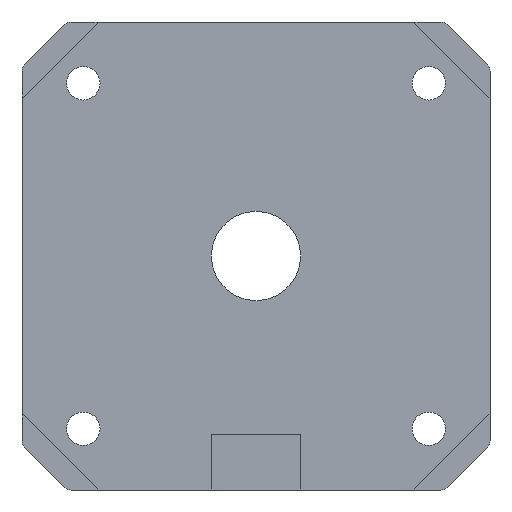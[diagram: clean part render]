
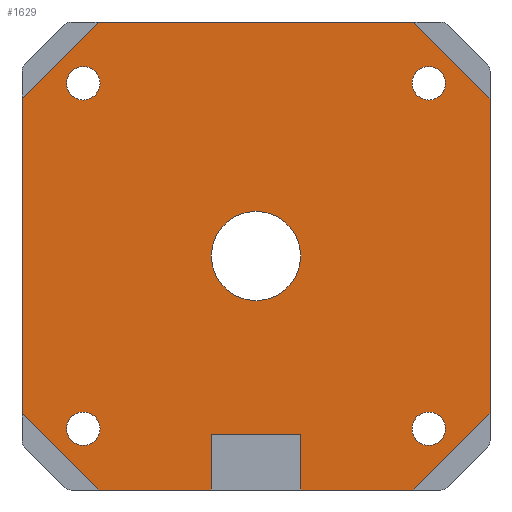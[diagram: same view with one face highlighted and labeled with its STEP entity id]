
A CAD part, front view. The second image highlights one B-rep face of the part: STEP entity #1629.
In plain terms, the highlighted planar face has unit normal (0, -1, 0).
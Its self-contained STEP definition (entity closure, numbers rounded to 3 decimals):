
#96=FACE_BOUND('',#309,.T.);
#97=FACE_BOUND('',#310,.T.);
#98=FACE_BOUND('',#311,.T.);
#99=FACE_BOUND('',#312,.T.);
#100=FACE_BOUND('',#313,.T.);
#107=CIRCLE('',#1756,1.5);
#108=CIRCLE('',#1757,1.5);
#109=CIRCLE('',#1758,1.5);
#110=CIRCLE('',#1759,1.5);
#111=CIRCLE('',#1760,4.);
#202=FACE_OUTER_BOUND('',#308,.T.);
#308=EDGE_LOOP('',(#1116,#1117,#1118,#1119,#1120,#1121,#1122,#1123,#1124,
#1125,#1126,#1127));
#309=EDGE_LOOP('',(#1128));
#310=EDGE_LOOP('',(#1129));
#311=EDGE_LOOP('',(#1130));
#312=EDGE_LOOP('',(#1131));
#313=EDGE_LOOP('',(#1132));
#426=LINE('',#2528,#572);
#430=LINE('',#2535,#576);
#431=LINE('',#2537,#577);
#432=LINE('',#2540,#578);
#433=LINE('',#2542,#579);
#434=LINE('',#2544,#580);
#435=LINE('',#2546,#581);
#436=LINE('',#2548,#582);
#437=LINE('',#2550,#583);
#438=LINE('',#2552,#584);
#439=LINE('',#2554,#585);
#440=LINE('',#2555,#586);
#572=VECTOR('',#1967,10.);
#576=VECTOR('',#1973,10.);
#577=VECTOR('',#1976,10.);
#578=VECTOR('',#1979,10.);
#579=VECTOR('',#1980,10.);
#580=VECTOR('',#1981,10.);
#581=VECTOR('',#1982,10.);
#582=VECTOR('',#1983,10.);
#583=VECTOR('',#1984,10.);
#584=VECTOR('',#1985,10.);
#585=VECTOR('',#1986,10.);
#586=VECTOR('',#1987,10.);
#717=VERTEX_POINT('',#2525);
#718=VERTEX_POINT('',#2527);
#719=VERTEX_POINT('',#2531);
#720=VERTEX_POINT('',#2533);
#721=VERTEX_POINT('',#2539);
#722=VERTEX_POINT('',#2541);
#723=VERTEX_POINT('',#2543);
#724=VERTEX_POINT('',#2545);
#725=VERTEX_POINT('',#2547);
#726=VERTEX_POINT('',#2549);
#727=VERTEX_POINT('',#2551);
#728=VERTEX_POINT('',#2553);
#729=VERTEX_POINT('',#2556);
#730=VERTEX_POINT('',#2558);
#731=VERTEX_POINT('',#2560);
#732=VERTEX_POINT('',#2562);
#733=VERTEX_POINT('',#2564);
#860=EDGE_CURVE('',#718,#717,#426,.T.);
#864=EDGE_CURVE('',#719,#720,#430,.T.);
#865=EDGE_CURVE('',#720,#718,#431,.T.);
#866=EDGE_CURVE('',#721,#717,#432,.T.);
#867=EDGE_CURVE('',#721,#722,#433,.T.);
#868=EDGE_CURVE('',#723,#722,#434,.T.);
#869=EDGE_CURVE('',#723,#724,#435,.T.);
#870=EDGE_CURVE('',#725,#724,#436,.T.);
#871=EDGE_CURVE('',#725,#726,#437,.T.);
#872=EDGE_CURVE('',#727,#726,#438,.T.);
#873=EDGE_CURVE('',#727,#728,#439,.T.);
#874=EDGE_CURVE('',#719,#728,#440,.T.);
#875=EDGE_CURVE('',#729,#729,#107,.T.);
#876=EDGE_CURVE('',#730,#730,#108,.T.);
#877=EDGE_CURVE('',#731,#731,#109,.T.);
#878=EDGE_CURVE('',#732,#732,#110,.T.);
#879=EDGE_CURVE('',#733,#733,#111,.T.);
#1116=ORIENTED_EDGE('',*,*,#864,.T.);
#1117=ORIENTED_EDGE('',*,*,#865,.T.);
#1118=ORIENTED_EDGE('',*,*,#860,.T.);
#1119=ORIENTED_EDGE('',*,*,#866,.F.);
#1120=ORIENTED_EDGE('',*,*,#867,.T.);
#1121=ORIENTED_EDGE('',*,*,#868,.F.);
#1122=ORIENTED_EDGE('',*,*,#869,.T.);
#1123=ORIENTED_EDGE('',*,*,#870,.F.);
#1124=ORIENTED_EDGE('',*,*,#871,.T.);
#1125=ORIENTED_EDGE('',*,*,#872,.F.);
#1126=ORIENTED_EDGE('',*,*,#873,.T.);
#1127=ORIENTED_EDGE('',*,*,#874,.F.);
#1128=ORIENTED_EDGE('',*,*,#875,.F.);
#1129=ORIENTED_EDGE('',*,*,#876,.F.);
#1130=ORIENTED_EDGE('',*,*,#877,.F.);
#1131=ORIENTED_EDGE('',*,*,#878,.F.);
#1132=ORIENTED_EDGE('',*,*,#879,.F.);
#1594=PLANE('',#1755);
#1629=ADVANCED_FACE('',(#202,#96,#97,#98,#99,#100),#1594,.F.);
#1755=AXIS2_PLACEMENT_3D('',#2538,#1977,#1978);
#1756=AXIS2_PLACEMENT_3D('',#2557,#1988,#1989);
#1757=AXIS2_PLACEMENT_3D('',#2559,#1990,#1991);
#1758=AXIS2_PLACEMENT_3D('',#2561,#1992,#1993);
#1759=AXIS2_PLACEMENT_3D('',#2563,#1994,#1995);
#1760=AXIS2_PLACEMENT_3D('',#2565,#1996,#1997);
#1967=DIRECTION('',(0.,0.,-1.));
#1973=DIRECTION('',(0.,0.,1.));
#1976=DIRECTION('',(1.,0.,0.));
#1977=DIRECTION('center_axis',(0.,1.,0.));
#1978=DIRECTION('ref_axis',(1.,0.,0.));
#1979=DIRECTION('',(-1.,0.,0.));
#1980=DIRECTION('',(0.707,0.,0.707));
#1981=DIRECTION('',(0.,0.,-1.));
#1982=DIRECTION('',(-0.707,0.,0.707));
#1983=DIRECTION('',(1.,0.,0.));
#1984=DIRECTION('',(-0.707,0.,-0.707));
#1985=DIRECTION('',(0.,0.,1.));
#1986=DIRECTION('',(0.707,0.,-0.707));
#1987=DIRECTION('',(-1.,0.,0.));
#1988=DIRECTION('center_axis',(0.,-1.,0.));
#1989=DIRECTION('ref_axis',(1.,0.,0.));
#1990=DIRECTION('center_axis',(0.,-1.,0.));
#1991=DIRECTION('ref_axis',(1.,0.,0.));
#1992=DIRECTION('center_axis',(0.,-1.,0.));
#1993=DIRECTION('ref_axis',(1.,0.,0.));
#1994=DIRECTION('center_axis',(0.,-1.,0.));
#1995=DIRECTION('ref_axis',(1.,0.,0.));
#1996=DIRECTION('center_axis',(0.,-1.,0.));
#1997=DIRECTION('ref_axis',(1.,0.,0.));
#2525=CARTESIAN_POINT('',(25.,0.,-42.));
#2527=CARTESIAN_POINT('',(25.,0.,-37.));
#2528=CARTESIAN_POINT('',(25.,0.,-31.5));
#2531=CARTESIAN_POINT('',(17.,0.,-42.));
#2533=CARTESIAN_POINT('',(17.,0.,-37.));
#2535=CARTESIAN_POINT('',(17.,0.,-31.5));
#2537=CARTESIAN_POINT('',(21.,0.,-37.));
#2538=CARTESIAN_POINT('Origin',(21.,0.,-21.));
#2539=CARTESIAN_POINT('',(35.172,0.,-42.));
#2540=CARTESIAN_POINT('',(38.,0.,-42.));
#2541=CARTESIAN_POINT('',(42.,0.,-35.172));
#2542=CARTESIAN_POINT('',(40.293,0.,-36.879));
#2543=CARTESIAN_POINT('',(42.,0.,-6.828));
#2544=CARTESIAN_POINT('',(42.,0.,-4.));
#2545=CARTESIAN_POINT('',(35.172,0.,0.));
#2546=CARTESIAN_POINT('',(36.879,0.,-1.707));
#2547=CARTESIAN_POINT('',(6.828,0.,0.));
#2548=CARTESIAN_POINT('',(4.,0.,0.));
#2549=CARTESIAN_POINT('',(0.,0.,-6.828));
#2550=CARTESIAN_POINT('',(1.707,0.,-5.121));
#2551=CARTESIAN_POINT('',(0.,0.,-35.172));
#2552=CARTESIAN_POINT('',(0.,0.,-38.));
#2553=CARTESIAN_POINT('',(6.828,0.,-42.));
#2554=CARTESIAN_POINT('',(5.121,0.,-40.293));
#2555=CARTESIAN_POINT('',(38.,0.,-42.));
#2556=CARTESIAN_POINT('',(4.,0.,-36.5));
#2557=CARTESIAN_POINT('Origin',(5.5,0.,-36.5));
#2558=CARTESIAN_POINT('',(35.,0.,-5.5));
#2559=CARTESIAN_POINT('Origin',(36.5,0.,-5.5));
#2560=CARTESIAN_POINT('',(35.,0.,-36.5));
#2561=CARTESIAN_POINT('Origin',(36.5,0.,-36.5));
#2562=CARTESIAN_POINT('',(4.,0.,-5.5));
#2563=CARTESIAN_POINT('Origin',(5.5,0.,-5.5));
#2564=CARTESIAN_POINT('',(17.,0.,-21.));
#2565=CARTESIAN_POINT('Origin',(21.,0.,-21.));
